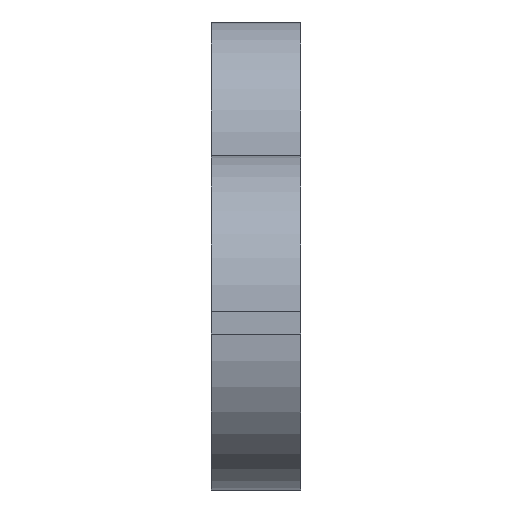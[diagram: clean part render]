
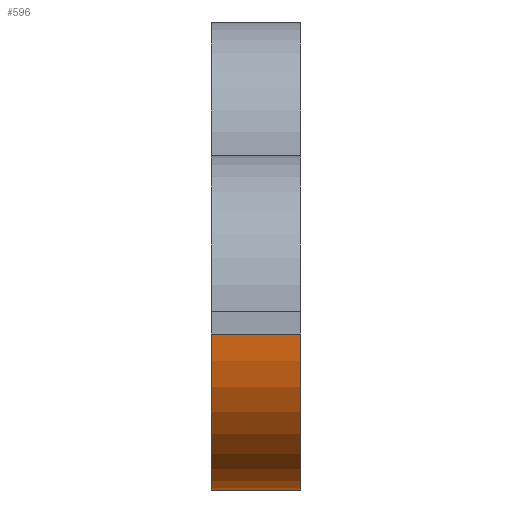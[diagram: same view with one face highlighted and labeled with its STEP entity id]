
A CAD part, left-side view. The second image highlights one B-rep face of the part: STEP entity #596.
In plain terms, the highlighted cylindrical face has radius 7 mm (diameter 14 mm), a partial arc.
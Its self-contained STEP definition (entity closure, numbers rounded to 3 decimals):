
#1 = CARTESIAN_POINT ( 'NONE',  ( -73., 4., -0.5 ) ) ;
#5 = AXIS2_PLACEMENT_3D ( 'NONE', #1, #290, #61 ) ;
#56 = CARTESIAN_POINT ( 'NONE',  ( -73., 4., -0.5 ) ) ;
#61 = DIRECTION ( 'NONE',  ( 0., 0., -1. ) ) ;
#66 = LINE ( 'NONE', #419, #360 ) ;
#72 = EDGE_CURVE ( 'NONE', #375, #210, #372, .T. ) ;
#95 = ORIENTED_EDGE ( 'NONE', *, *, #289, .F. ) ;
#114 = DIRECTION ( 'NONE',  ( 0., 1., 0. ) ) ;
#132 = CYLINDRICAL_SURFACE ( 'NONE', #5, 7. ) ;
#133 = CARTESIAN_POINT ( 'NONE',  ( -80., 0., -0.5 ) ) ;
#181 = CIRCLE ( 'NONE', #370, 7. ) ;
#210 = VERTEX_POINT ( 'NONE', #518 ) ;
#214 = CARTESIAN_POINT ( 'NONE',  ( -73., 4., -7.5 ) ) ;
#289 = EDGE_CURVE ( 'NONE', #692, #375, #66, .T. ) ;
#290 = DIRECTION ( 'NONE',  ( 0., -1., 0. ) ) ;
#295 = CARTESIAN_POINT ( 'NONE',  ( -80., 4., -0.5 ) ) ;
#307 = ORIENTED_EDGE ( 'NONE', *, *, #72, .F. ) ;
#360 = VECTOR ( 'NONE', #470, 1000. ) ;
#370 = AXIS2_PLACEMENT_3D ( 'NONE', #56, #114, #751 ) ;
#372 = CIRCLE ( 'NONE', #642, 7. ) ;
#375 = VERTEX_POINT ( 'NONE', #133 ) ;
#419 = CARTESIAN_POINT ( 'NONE',  ( -80., 4., -0.5 ) ) ;
#442 = DIRECTION ( 'NONE',  ( 0., -1., 0. ) ) ;
#470 = DIRECTION ( 'NONE',  ( 0., -1., 0. ) ) ;
#489 = VERTEX_POINT ( 'NONE', #214 ) ;
#503 = ORIENTED_EDGE ( 'NONE', *, *, #591, .F. ) ;
#518 = CARTESIAN_POINT ( 'NONE',  ( -73., 0., -7.5 ) ) ;
#519 = EDGE_LOOP ( 'NONE', ( #694, #503, #307, #95 ) ) ;
#568 = FACE_OUTER_BOUND ( 'NONE', #519, .T. ) ;
#571 = CARTESIAN_POINT ( 'NONE',  ( -73., 4., -7.5 ) ) ;
#591 = EDGE_CURVE ( 'NONE', #210, #489, #608, .T. ) ;
#596 = ADVANCED_FACE ( 'NONE', ( #568 ), #132, .T. ) ;
#608 = LINE ( 'NONE', #571, #738 ) ;
#640 = DIRECTION ( 'NONE',  ( 0., 1., 0. ) ) ;
#642 = AXIS2_PLACEMENT_3D ( 'NONE', #680, #442, #691 ) ;
#680 = CARTESIAN_POINT ( 'NONE',  ( -73., 0., -0.5 ) ) ;
#691 = DIRECTION ( 'NONE',  ( 0., 0., 1. ) ) ;
#692 = VERTEX_POINT ( 'NONE', #295 ) ;
#694 = ORIENTED_EDGE ( 'NONE', *, *, #717, .F. ) ;
#717 = EDGE_CURVE ( 'NONE', #489, #692, #181, .T. ) ;
#738 = VECTOR ( 'NONE', #640, 1000. ) ;
#751 = DIRECTION ( 'NONE',  ( 0., 0., 1. ) ) ;
